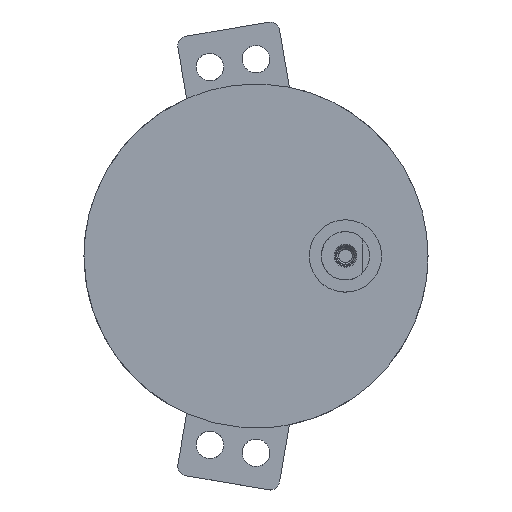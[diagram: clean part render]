
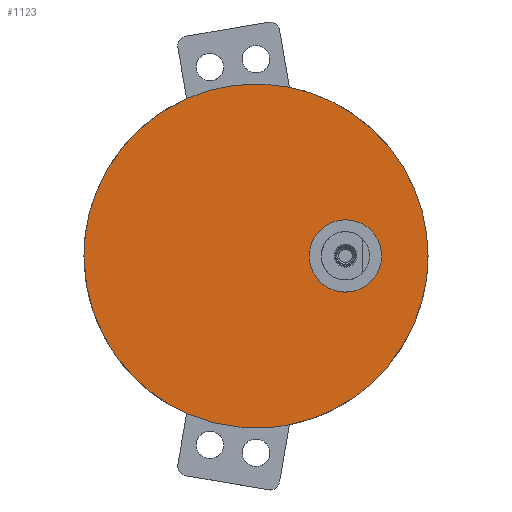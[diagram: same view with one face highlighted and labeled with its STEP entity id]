
A CAD part, top view. The second image highlights one B-rep face of the part: STEP entity #1123.
In plain terms, the highlighted free-form (B-spline) face has degree [1, 1] with [2, 2] control points.
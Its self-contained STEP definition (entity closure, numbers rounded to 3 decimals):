
#444 = VERTEX_POINT('',#445);
#445 = CARTESIAN_POINT('',(6.149,31.021,
    14.421));
#466 = VERTEX_POINT('',#467);
#467 = CARTESIAN_POINT('',(-12.747,28.942,
    14.421));
#472 = EDGE_CURVE('',#444,#466,#473,.T.);
#473 = ( BOUNDED_CURVE() B_SPLINE_CURVE(2,(#474,#475,#476,#477,#478),
.UNSPECIFIED.,.F.,.F.) B_SPLINE_CURVE_WITH_KNOTS((3,2,3),(
    34.032,39.27,50.021),.UNSPECIFIED.) 
CURVE() GEOMETRIC_REPRESENTATION_ITEM() RATIONAL_B_SPLINE_CURVE((1.,
0.995,1.,0.979,1.)) REPRESENTATION_ITEM('') );
#474 = CARTESIAN_POINT('',(6.149,31.021,
    14.421));
#475 = CARTESIAN_POINT('',(3.104,31.625,
    14.421));
#476 = CARTESIAN_POINT('',(0.,31.625,
    14.421));
#477 = CARTESIAN_POINT('',(-6.656,31.625,
    14.421));
#478 = CARTESIAN_POINT('',(-12.747,28.942,
    14.421));
#780 = VERTEX_POINT('',#781);
#781 = CARTESIAN_POINT('',(-12.747,-28.942,
    14.421));
#802 = VERTEX_POINT('',#803);
#803 = CARTESIAN_POINT('',(6.149,-31.021,
    14.421));
#808 = EDGE_CURVE('',#780,#802,#809,.T.);
#809 = ( BOUNDED_CURVE() B_SPLINE_CURVE(2,(#810,#811,#812,#813,#814),
.UNSPECIFIED.,.F.,.F.) B_SPLINE_CURVE_WITH_KNOTS((3,2,3),(
    107.059,117.81,123.048),.UNSPECIFIED.) 
CURVE() GEOMETRIC_REPRESENTATION_ITEM() RATIONAL_B_SPLINE_CURVE((1.,
0.979,1.,0.995,1.)) REPRESENTATION_ITEM('') );
#810 = CARTESIAN_POINT('',(-12.747,-28.942,
    14.421));
#811 = CARTESIAN_POINT('',(-6.656,-31.625,
    14.421));
#812 = CARTESIAN_POINT('',(0.,-31.625,
    14.421));
#813 = CARTESIAN_POINT('',(3.104,-31.625,
    14.421));
#814 = CARTESIAN_POINT('',(6.149,-31.021,
    14.421));
#1123 = ADVANCED_FACE('',(#1124),#1156,.T.);
#1124 = FACE_BOUND('',#1125,.T.);
#1125 = EDGE_LOOP('',(#1126,#1134,#1135,#1143,#1149,#1150));
#1126 = ORIENTED_EDGE('',*,*,#1127,.T.);
#1127 = EDGE_CURVE('',#1128,#444,#1130,.T.);
#1128 = VERTEX_POINT('',#1129);
#1129 = CARTESIAN_POINT('',(31.625,0.,14.421));
#1130 = ( BOUNDED_CURVE() B_SPLINE_CURVE(2,(#1131,#1132,#1133),
.UNSPECIFIED.,.F.,.F.) B_SPLINE_CURVE_WITH_KNOTS((3,3),(0.,
34.032),.PIECEWISE_BEZIER_KNOTS.) CURVE() 
GEOMETRIC_REPRESENTATION_ITEM() RATIONAL_B_SPLINE_CURVE((1.,
0.773,1.)) REPRESENTATION_ITEM('') );
#1131 = CARTESIAN_POINT('',(31.625,0.,14.421));
#1132 = CARTESIAN_POINT('',(31.625,25.971,
    14.421));
#1133 = CARTESIAN_POINT('',(6.149,31.021,
    14.421));
#1134 = ORIENTED_EDGE('',*,*,#472,.T.);
#1135 = ORIENTED_EDGE('',*,*,#1136,.T.);
#1136 = EDGE_CURVE('',#466,#1137,#1139,.T.);
#1137 = VERTEX_POINT('',#1138);
#1138 = CARTESIAN_POINT('',(-31.625,0.,
    14.421));
#1139 = ( BOUNDED_CURVE() B_SPLINE_CURVE(2,(#1140,#1141,#1142),
.UNSPECIFIED.,.F.,.F.) B_SPLINE_CURVE_WITH_KNOTS((3,3),(50.021,
78.54),.PIECEWISE_BEZIER_KNOTS.) CURVE() 
GEOMETRIC_REPRESENTATION_ITEM() RATIONAL_B_SPLINE_CURVE((1.,
0.838,1.)) REPRESENTATION_ITEM('') );
#1140 = CARTESIAN_POINT('',(-12.747,28.942,
    14.421));
#1141 = CARTESIAN_POINT('',(-31.625,20.628,
    14.421));
#1142 = CARTESIAN_POINT('',(-31.625,0.,
    14.421));
#1143 = ORIENTED_EDGE('',*,*,#1144,.T.);
#1144 = EDGE_CURVE('',#1137,#780,#1145,.T.);
#1145 = ( BOUNDED_CURVE() B_SPLINE_CURVE(2,(#1146,#1147,#1148),
.UNSPECIFIED.,.F.,.F.) B_SPLINE_CURVE_WITH_KNOTS((3,3),(78.54,
107.059),.PIECEWISE_BEZIER_KNOTS.) CURVE() 
GEOMETRIC_REPRESENTATION_ITEM() RATIONAL_B_SPLINE_CURVE((1.,
0.838,1.)) REPRESENTATION_ITEM('') );
#1146 = CARTESIAN_POINT('',(-31.625,0.,
    14.421));
#1147 = CARTESIAN_POINT('',(-31.625,-20.628,
    14.421));
#1148 = CARTESIAN_POINT('',(-12.747,-28.942,
    14.421));
#1149 = ORIENTED_EDGE('',*,*,#808,.T.);
#1150 = ORIENTED_EDGE('',*,*,#1151,.T.);
#1151 = EDGE_CURVE('',#802,#1128,#1152,.T.);
#1152 = ( BOUNDED_CURVE() B_SPLINE_CURVE(2,(#1153,#1154,#1155),
.UNSPECIFIED.,.F.,.F.) B_SPLINE_CURVE_WITH_KNOTS((3,3),(123.048,
157.08),.PIECEWISE_BEZIER_KNOTS.) CURVE() 
GEOMETRIC_REPRESENTATION_ITEM() RATIONAL_B_SPLINE_CURVE((1.,
0.773,1.)) REPRESENTATION_ITEM('') );
#1153 = CARTESIAN_POINT('',(6.149,-31.021,
    14.421));
#1154 = CARTESIAN_POINT('',(31.625,-25.971,
    14.421));
#1155 = CARTESIAN_POINT('',(31.625,0.,14.421));
#1156 = B_SPLINE_SURFACE_WITH_KNOTS('',1,1,(
    (#1157,#1158)
    ,(#1159,#1160
    )),.UNSPECIFIED.,.F.,.F.,.F.,(2,2),(2,2),(6.25,56.25),(6.25,56.25),
  .PIECEWISE_BEZIER_KNOTS.);
#1157 = CARTESIAN_POINT('',(-31.625,-31.625,
    14.421));
#1158 = CARTESIAN_POINT('',(-31.625,31.625,
    14.421));
#1159 = CARTESIAN_POINT('',(31.625,-31.625,
    14.421));
#1160 = CARTESIAN_POINT('',(31.625,31.625,
    14.421));
